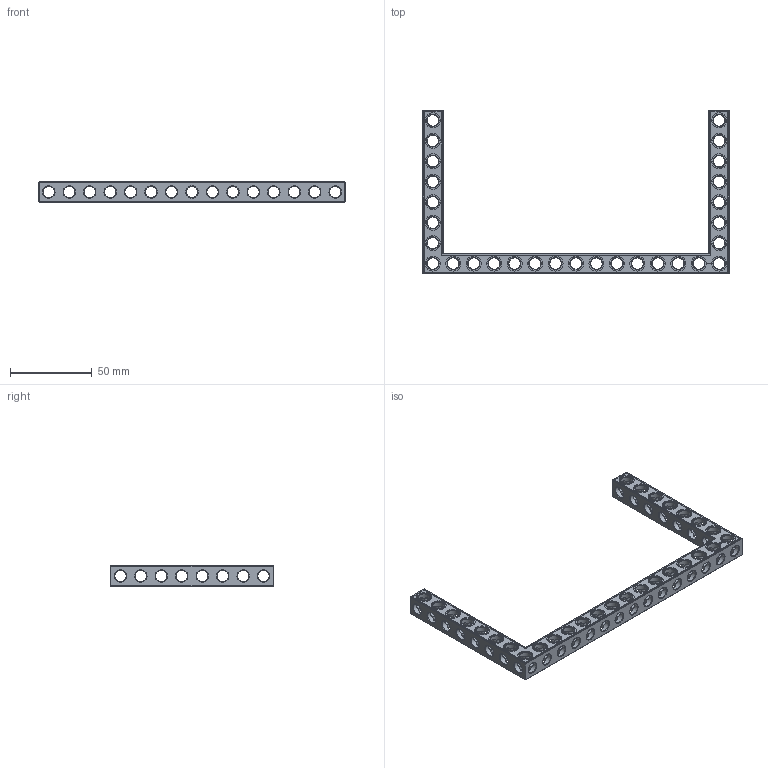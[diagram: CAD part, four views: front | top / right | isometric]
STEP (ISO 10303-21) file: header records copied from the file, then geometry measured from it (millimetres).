
FILE_DESCRIPTION(('FreeCAD Model'),'2;1');
FILE_NAME('Open CASCADE Shape Model','2022-03-06T13:34:49',('Author'),( ''),'Open CASCADE STEP processor 7.5','FreeCAD','Unknown');
FILE_SCHEMA(('AUTOMOTIVE_DESIGN { 1 0 10303 214 1 1 1 1 }'));
Products named in the file (1): Beam AGD ESS USH SYM BU15x08x01 - SPN-BEM-0543 (stemfie.org)
Bounding box: 187.5 x 100 x 12.5 mm (x, y, z)
Volume: 28330.1 mm3; surface area: 25352.8 mm2
Topology: 1 solids, 1 shells, 865 faces, 2611 edges, 1694 vertices
Faces by surface type: plane 414, cylinder 175, extrusion 158, cone 118
Full cylindrical faces by diameter (mm): 6.98 x18, 7 x128, 9.2 x29
Entity records: 140311 total; most frequent: CARTESIAN_POINT 91310, DIRECTION 8011, ORIENTED_EDGE 5222, PCURVE 5222, DEFINITIONAL_REPRESENTATION 5222, VECTOR 5132, LINE 4974, EDGE_CURVE 2611
